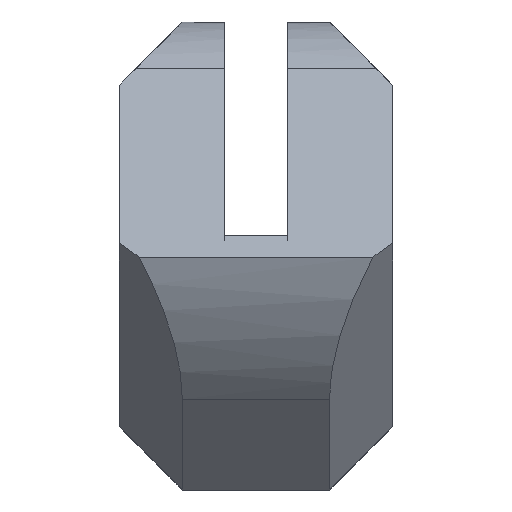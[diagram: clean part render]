
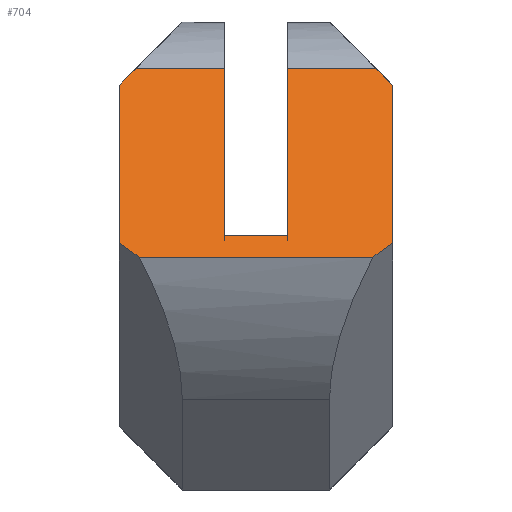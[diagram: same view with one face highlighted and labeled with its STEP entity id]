
A CAD part, left-side view. The second image highlights one B-rep face of the part: STEP entity #704.
In plain terms, the highlighted planar face has unit normal (-0.707, 0, 0.707).
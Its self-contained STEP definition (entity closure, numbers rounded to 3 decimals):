
#39=PLANE('',#773);
#71=FACE_OUTER_BOUND('',#111,.T.);
#111=EDGE_LOOP('',(#535,#536,#537,#538,#539,#540,#541,#542,#543,#544,#545,
#546));
#153=LINE('',#1068,#228);
#161=LINE('',#1099,#236);
#163=LINE('',#1103,#238);
#173=LINE('',#1123,#248);
#174=LINE('',#1125,#249);
#175=LINE('',#1126,#250);
#176=LINE('',#1128,#251);
#177=LINE('',#1130,#252);
#178=LINE('',#1132,#253);
#179=LINE('',#1134,#254);
#180=LINE('',#1136,#255);
#181=LINE('',#1137,#256);
#228=VECTOR('',#857,10.);
#236=VECTOR('',#885,10.);
#238=VECTOR('',#889,10.);
#248=VECTOR('',#901,10.);
#249=VECTOR('',#902,10.);
#250=VECTOR('',#903,10.);
#251=VECTOR('',#904,10.);
#252=VECTOR('',#905,10.);
#253=VECTOR('',#906,10.);
#254=VECTOR('',#907,10.);
#255=VECTOR('',#908,10.);
#256=VECTOR('',#909,10.);
#322=VERTEX_POINT('',#1065);
#323=VERTEX_POINT('',#1067);
#335=VERTEX_POINT('',#1096);
#336=VERTEX_POINT('',#1098);
#337=VERTEX_POINT('',#1102);
#346=VERTEX_POINT('',#1122);
#347=VERTEX_POINT('',#1124);
#348=VERTEX_POINT('',#1127);
#349=VERTEX_POINT('',#1129);
#350=VERTEX_POINT('',#1131);
#351=VERTEX_POINT('',#1133);
#352=VERTEX_POINT('',#1135);
#394=EDGE_CURVE('',#323,#322,#153,.T.);
#409=EDGE_CURVE('',#335,#336,#161,.T.);
#411=EDGE_CURVE('',#336,#337,#163,.T.);
#421=EDGE_CURVE('',#346,#335,#173,.T.);
#422=EDGE_CURVE('',#347,#346,#174,.T.);
#423=EDGE_CURVE('',#323,#347,#175,.T.);
#424=EDGE_CURVE('',#322,#348,#176,.T.);
#425=EDGE_CURVE('',#349,#348,#177,.T.);
#426=EDGE_CURVE('',#350,#349,#178,.T.);
#427=EDGE_CURVE('',#351,#350,#179,.T.);
#428=EDGE_CURVE('',#352,#351,#180,.T.);
#429=EDGE_CURVE('',#337,#352,#181,.T.);
#535=ORIENTED_EDGE('',*,*,#409,.F.);
#536=ORIENTED_EDGE('',*,*,#421,.F.);
#537=ORIENTED_EDGE('',*,*,#422,.F.);
#538=ORIENTED_EDGE('',*,*,#423,.F.);
#539=ORIENTED_EDGE('',*,*,#394,.T.);
#540=ORIENTED_EDGE('',*,*,#424,.T.);
#541=ORIENTED_EDGE('',*,*,#425,.F.);
#542=ORIENTED_EDGE('',*,*,#426,.F.);
#543=ORIENTED_EDGE('',*,*,#427,.F.);
#544=ORIENTED_EDGE('',*,*,#428,.F.);
#545=ORIENTED_EDGE('',*,*,#429,.F.);
#546=ORIENTED_EDGE('',*,*,#411,.F.);
#704=ADVANCED_FACE('',(#71),#39,.T.);
#773=AXIS2_PLACEMENT_3D('',#1121,#899,#900);
#857=DIRECTION('',(0.707,0.,0.707));
#885=DIRECTION('',(-0.577,-0.577,-0.577));
#889=DIRECTION('',(-0.707,0.,-0.707));
#899=DIRECTION('center_axis',(-0.707,0.,0.707));
#900=DIRECTION('ref_axis',(0.707,0.,0.707));
#901=DIRECTION('',(0.,-1.,0.));
#902=DIRECTION('',(0.707,0.,0.707));
#903=DIRECTION('',(0.,-1.,0.));
#904=DIRECTION('',(0.,1.,0.));
#905=DIRECTION('',(0.577,-0.577,0.577));
#906=DIRECTION('',(0.707,0.,0.707));
#907=DIRECTION('',(0.5,0.707,0.5));
#908=DIRECTION('',(0.,1.,0.));
#909=DIRECTION('',(-0.5,0.707,-0.5));
#1065=CARTESIAN_POINT('',(-213.609,3.,14.542));
#1067=CARTESIAN_POINT('',(-221.556,3.,6.595));
#1068=CARTESIAN_POINT('',(-224.03,3.,4.12));
#1096=CARTESIAN_POINT('',(-213.609,-4.197,14.542));
#1098=CARTESIAN_POINT('',(-214.412,-5.,13.739));
#1099=CARTESIAN_POINT('',(-209.87,-0.458,18.281));
#1102=CARTESIAN_POINT('',(-221.909,-5.,6.242));
#1103=CARTESIAN_POINT('',(-213.609,-5.,14.542));
#1121=CARTESIAN_POINT('Origin',(-222.58,3.,5.57));
#1122=CARTESIAN_POINT('',(-213.609,0.,14.542));
#1123=CARTESIAN_POINT('',(-213.609,0.,14.542));
#1124=CARTESIAN_POINT('',(-221.556,0.,6.595));
#1125=CARTESIAN_POINT('',(-224.03,0.,4.12));
#1126=CARTESIAN_POINT('',(-221.556,3.,6.595));
#1127=CARTESIAN_POINT('',(-213.609,7.197,14.542));
#1128=CARTESIAN_POINT('',(-213.609,3.,14.542));
#1129=CARTESIAN_POINT('',(-214.412,8.,13.739));
#1130=CARTESIAN_POINT('',(-210.311,3.899,17.839));
#1131=CARTESIAN_POINT('',(-221.909,8.,6.242));
#1132=CARTESIAN_POINT('',(-222.58,8.,5.57));
#1133=CARTESIAN_POINT('',(-222.58,7.051,5.57));
#1134=CARTESIAN_POINT('',(-223.491,5.763,4.66));
#1135=CARTESIAN_POINT('',(-222.58,-4.051,5.57));
#1136=CARTESIAN_POINT('',(-222.58,3.,5.57));
#1137=CARTESIAN_POINT('',(-224.021,-2.013,4.129));
